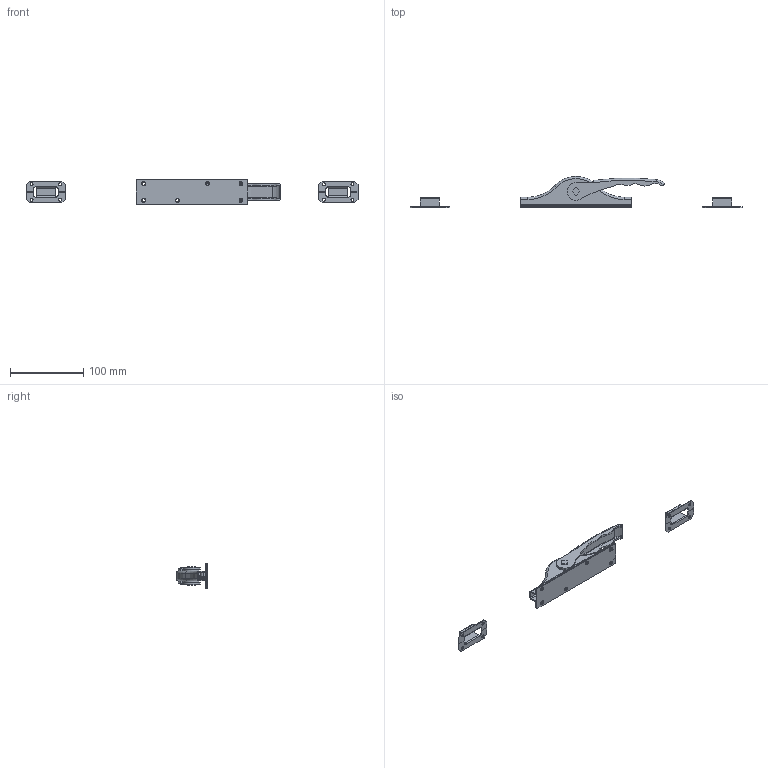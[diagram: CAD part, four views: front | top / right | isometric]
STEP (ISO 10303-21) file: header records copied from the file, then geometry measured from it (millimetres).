
FILE_DESCRIPTION (( 'STEP AP203' ), '1' );
FILE_NAME ('A-387N-2.STEP', '2018-11-13T06:10:11', ( '' ), ( '' ), 'SwSTEP 2.0', 'SolidWorks 2014', '' );
FILE_SCHEMA (( 'CONFIG_CONTROL_DESIGN' ));
Length unit declared in the file: millimetre
Products named in the file (11): A-387N-2_base; A-387N-2_strike; A-387N-2_cam; A-387N-2_arm_b; A-387N-2_handle; A-387N-2; A-387N-2_spacer; A-387N-2_base_plate; A-387N-2_base_Assy_CLOSE; A-387N-2_main_shaft; A-387N-2_arm_a
Assembly tree (12 placements, depth 3):
  A-387N-2
    A-387N-2_base_plate
    A-387N-2_base_Assy_CLOSE
      A-387N-2_base
      A-387N-2_handle
      A-387N-2_main_shaft
      A-387N-2_cam
      A-387N-2_spacer  x2
      A-387N-2_arm_a
      A-387N-2_arm_b
    A-387N-2_strike  x2
Bounding box: 454.2 x 42.5 x 33 mm (x, y, z)
Volume: 46678.8 mm3; surface area: 62429.5 mm2
Topology: 13 solids, 13 shells, 410 faces, 1027 edges, 654 vertices
Faces by surface type: cylinder 195, plane 187, torus 28
Entity records: 11358 total; most frequent: DIRECTION 1887, CARTESIAN_POINT 1801, ORIENTED_EDGE 1658, EDGE_CURVE 829, AXIS2_PLACEMENT_3D 726, VERTEX_POINT 534, LINE 435, VECTOR 435
